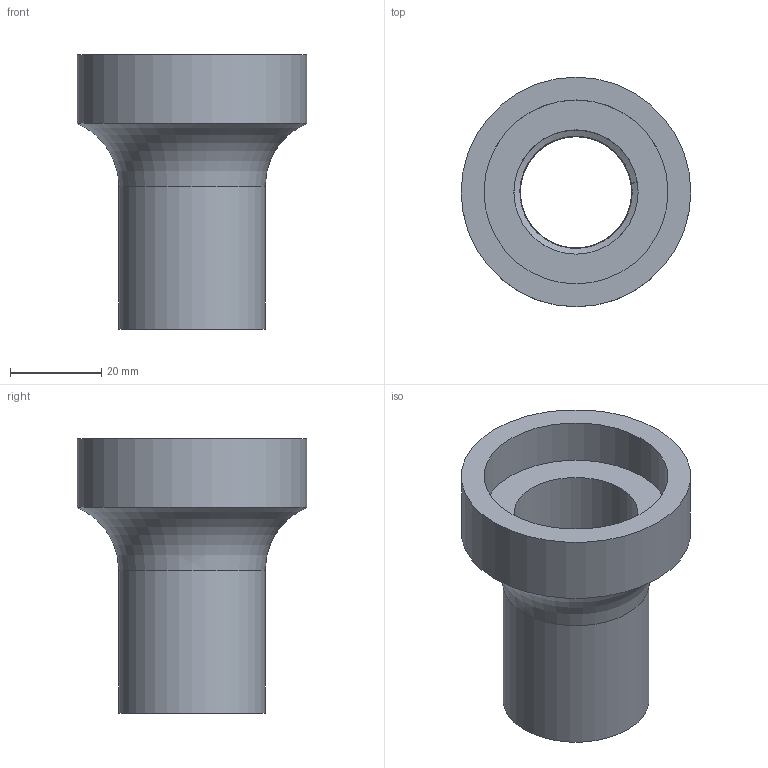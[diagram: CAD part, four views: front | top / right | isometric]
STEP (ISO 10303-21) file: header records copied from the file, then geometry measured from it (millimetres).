
FILE_DESCRIPTION(('STEP AP203'), '1');
FILE_NAME('Ðåçüáà Ì', '2025-09-07T15:49:47', ('SEVER'), (''), 'C3D Converter', 'C3D Toolkit', '');
FILE_SCHEMA(('CONFIG_CONTROL_DESIGN'));
Length unit declared in the file: millimetre
Bounding box: 50.25 x 50.25 x 60 mm (x, y, z)
Volume: 29605.6 mm3; surface area: 19591 mm2
Topology: 2 solids, 2 shells, 15 faces, 28 edges, 18 vertices
Faces by surface type: plane 6, cylinder 4, bspline 4, torus 1
Full cylindrical faces by diameter (mm): 27.2 x1, 32 x1, 40.25 x1, 50.25 x1
Entity records: 9990 total; most frequent: CARTESIAN_POINT 9673, DIRECTION 50, ORIENTED_EDGE 46, EDGE_LOOP 23, EDGE_CURVE 23, AXIS2_PLACEMENT_3D 22, VERTEX_POINT 18, ADVANCED_FACE 15
